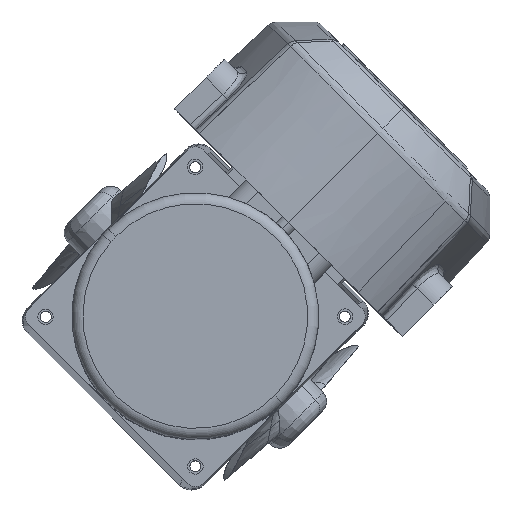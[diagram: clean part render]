
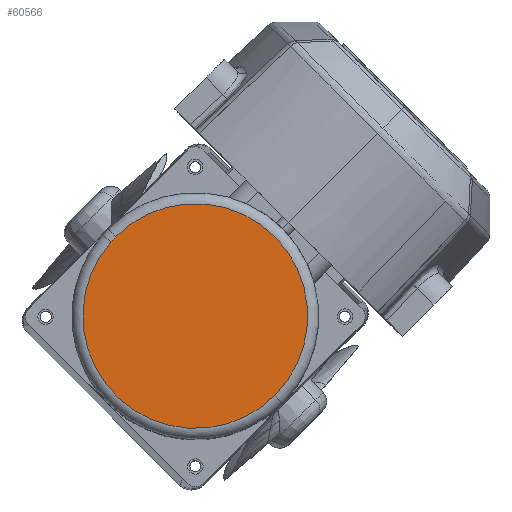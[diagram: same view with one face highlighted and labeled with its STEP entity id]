
A CAD part, top view. The second image highlights one B-rep face of the part: STEP entity #60566.
In plain terms, the highlighted planar face has unit normal (0, 0, 1).
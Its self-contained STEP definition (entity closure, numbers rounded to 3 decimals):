
#59721=CARTESIAN_POINT('Vertex',(-36.086,36.039,-24.5)) ;
#59724=CARTESIAN_POINT('Axis2P3D Location',(0.,0.,-24.5)) ;
#59728=CARTESIAN_POINT('Vertex',(36.086,-36.039,-24.5)) ;
#60146=CARTESIAN_POINT('Vertex',(-38.341,33.63,-24.5)) ;
#60149=CARTESIAN_POINT('Axis2P3D Location',(0.,0.,-24.5)) ;
#60166=CARTESIAN_POINT('Axis2P3D Location',(0.,0.,-24.5)) ;
#60556=CARTESIAN_POINT('Axis2P3D Location',(0.,0.,-24.5)) ;
#59725=DIRECTION('Axis2P3D Direction',(0.,0.,-1.)) ;
#60150=DIRECTION('Axis2P3D Direction',(0.,0.,-1.)) ;
#60167=DIRECTION('Axis2P3D Direction',(0.,0.,-1.)) ;
#60557=DIRECTION('Axis2P3D Direction',(0.,0.,-1.)) ;
#60558=DIRECTION('Axis2P3D XDirection',(-0.708,0.707,0.)) ;
#59726=AXIS2_PLACEMENT_3D('Circle Axis2P3D',#59724,#59725,$) ;
#60151=AXIS2_PLACEMENT_3D('Circle Axis2P3D',#60149,#60150,$) ;
#60168=AXIS2_PLACEMENT_3D('Circle Axis2P3D',#60166,#60167,$) ;
#60559=AXIS2_PLACEMENT_3D('Plane Axis2P3D',#60556,#60557,#60558) ;
#60562=ORIENTED_EDGE('',*,*,#60170,.F.) ;
#60563=ORIENTED_EDGE('',*,*,#60153,.F.) ;
#60564=ORIENTED_EDGE('',*,*,#59730,.F.) ;
#60566=ADVANCED_FACE('Part1.1.1',(#60565),#60560,.F.) ;
#59727=CIRCLE('generated circle',#59726,51.) ;
#60152=CIRCLE('generated circle',#60151,51.) ;
#60169=CIRCLE('generated circle',#60168,51.) ;
#59730=EDGE_CURVE('',#59722,#59729,#59727,.T.) ;
#60153=EDGE_CURVE('',#59729,#60147,#60152,.T.) ;
#60170=EDGE_CURVE('',#60147,#59722,#60169,.T.) ;
#60561=EDGE_LOOP('',(#60562,#60563,#60564)) ;
#60565=FACE_OUTER_BOUND('',#60561,.T.) ;
#60560=PLANE('',#60559) ;
#59722=VERTEX_POINT('',#59721) ;
#59729=VERTEX_POINT('',#59728) ;
#60147=VERTEX_POINT('',#60146) ;
